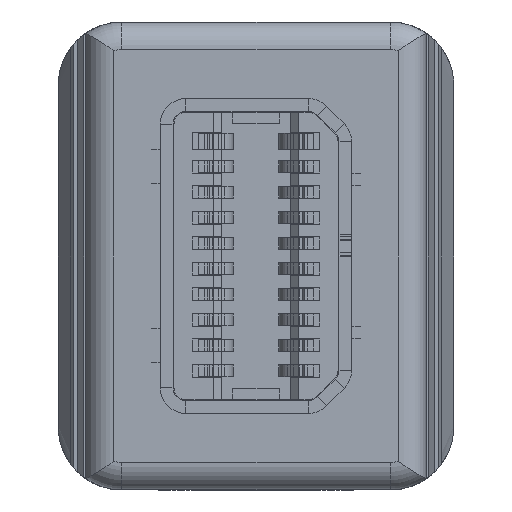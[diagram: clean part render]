
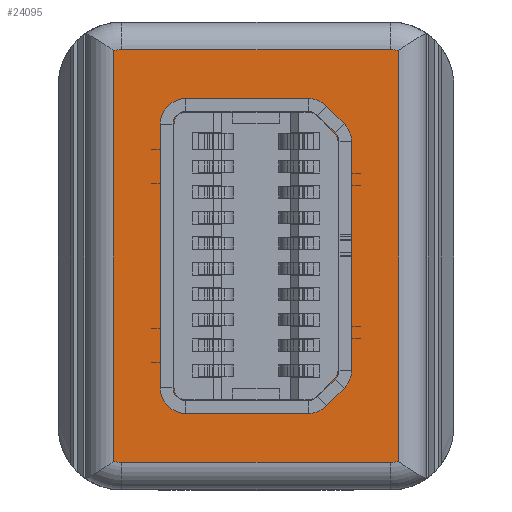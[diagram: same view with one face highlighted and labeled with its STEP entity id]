
A CAD part, left-side view. The second image highlights one B-rep face of the part: STEP entity #24095.
In plain terms, the highlighted face is planar.
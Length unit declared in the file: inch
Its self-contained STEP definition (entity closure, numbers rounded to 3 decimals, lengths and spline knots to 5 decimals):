
#332 = CIRCLE ( 'NONE', #31165, 0.03346 ) ;
#1145 = EDGE_CURVE ( 'NONE', #41603, #43831, #34977, .T. ) ;
#2121 = CARTESIAN_POINT ( 'NONE',  ( 0.3563, -0.12402, -0.15748 ) ) ;
#2155 = EDGE_CURVE ( 'NONE', #28280, #48352, #332, .T. ) ;
#2738 = DIRECTION ( 'NONE',  ( 0., 0., 1. ) ) ;
#3977 = DIRECTION ( 'NONE',  ( 1., 0., 0. ) ) ;
#4802 = DIRECTION ( 'NONE',  ( 0., 1., 0. ) ) ;
#5912 = CARTESIAN_POINT ( 'NONE',  ( 0.3563, 0.17126, 0.19094 ) ) ;
#6342 = LINE ( 'NONE', #5912, #56779 ) ;
#9739 = VECTOR ( 'NONE', #57327, 39.37008 ) ;
#9941 = VECTOR ( 'NONE', #62792, 39.37008 ) ;
#10434 = LINE ( 'NONE', #39126, #34829 ) ;
#12218 = AXIS2_PLACEMENT_3D ( 'NONE', #53305, #3977, #28045 ) ;
#12250 = EDGE_CURVE ( 'NONE', #45096, #35689, #6342, .T. ) ;
#18885 = DIRECTION ( 'NONE',  ( 1., 0., 0. ) ) ;
#19057 = EDGE_CURVE ( 'NONE', #48352, #41603, #10434, .T. ) ;
#20035 = CARTESIAN_POINT ( 'NONE',  ( 0.3563, 0.12402, -0.15748 ) ) ;
#22235 = CIRCLE ( 'NONE', #30380, 0.03346 ) ;
#22705 = LINE ( 'NONE', #58580, #9739 ) ;
#23892 = CARTESIAN_POINT ( 'NONE',  ( 0.3563, -0.13189, 0.19001 ) ) ;
#24095 = ADVANCED_FACE ( 'NONE', ( #57707 ), #43533, .F. ) ;
#24492 = DIRECTION ( 'NONE',  ( 1., 0., 0. ) ) ;
#28045 = DIRECTION ( 'NONE',  ( 0., 0., 1. ) ) ;
#28280 = VERTEX_POINT ( 'NONE', #35448 ) ;
#28526 = AXIS2_PLACEMENT_3D ( 'NONE', #52783, #62367, #58335 ) ;
#29532 = CARTESIAN_POINT ( 'NONE',  ( 0.3563, -0.12402, -0.19094 ) ) ;
#29586 = DIRECTION ( 'NONE',  ( 0., 0., 1. ) ) ;
#30336 = CARTESIAN_POINT ( 'NONE',  ( 0.3563, 0.13189, -0.19001 ) ) ;
#30380 = AXIS2_PLACEMENT_3D ( 'NONE', #48117, #18885, #53070 ) ;
#31165 = AXIS2_PLACEMENT_3D ( 'NONE', #2121, #51451, #2738 ) ;
#31345 = EDGE_CURVE ( 'NONE', #43831, #45588, #58112, .T. ) ;
#31813 = ORIENTED_EDGE ( 'NONE', *, *, #31345, .T. ) ;
#33185 = VERTEX_POINT ( 'NONE', #23892 ) ;
#34829 = VECTOR ( 'NONE', #4802, 39.37008 ) ;
#34977 = CIRCLE ( 'NONE', #38494, 0.03346 ) ;
#35448 = CARTESIAN_POINT ( 'NONE',  ( 0.3563, -0.13189, -0.19001 ) ) ;
#35689 = VERTEX_POINT ( 'NONE', #39510 ) ;
#36449 = CARTESIAN_POINT ( 'NONE',  ( 0.3563, 0.13189, 0.19001 ) ) ;
#37878 = EDGE_CURVE ( 'NONE', #45588, #45096, #56459, .T. ) ;
#38494 = AXIS2_PLACEMENT_3D ( 'NONE', #20035, #24492, #29586 ) ;
#39126 = CARTESIAN_POINT ( 'NONE',  ( 0.3563, 0.17126, -0.19094 ) ) ;
#39510 = CARTESIAN_POINT ( 'NONE',  ( 0.3563, -0.12402, 0.19094 ) ) ;
#40874 = CARTESIAN_POINT ( 'NONE',  ( 0.3563, 0.12402, 0.19094 ) ) ;
#41603 = VERTEX_POINT ( 'NONE', #56195 ) ;
#42831 = ORIENTED_EDGE ( 'NONE', *, *, #1145, .T. ) ;
#43533 = PLANE ( 'NONE',  #28526 ) ;
#43831 = VERTEX_POINT ( 'NONE', #30336 ) ;
#44197 = ORIENTED_EDGE ( 'NONE', *, *, #48527, .T. ) ;
#44690 = DIRECTION ( 'NONE',  ( 0., -1., 0. ) ) ;
#45063 = ORIENTED_EDGE ( 'NONE', *, *, #12250, .T. ) ;
#45096 = VERTEX_POINT ( 'NONE', #40874 ) ;
#45588 = VERTEX_POINT ( 'NONE', #36449 ) ;
#48046 = CARTESIAN_POINT ( 'NONE',  ( 0.3563, 0.13189, 0.21654 ) ) ;
#48117 = CARTESIAN_POINT ( 'NONE',  ( 0.3563, -0.12402, 0.15748 ) ) ;
#48352 = VERTEX_POINT ( 'NONE', #29532 ) ;
#48527 = EDGE_CURVE ( 'NONE', #33185, #28280, #22705, .T. ) ;
#50199 = ORIENTED_EDGE ( 'NONE', *, *, #60032, .T. ) ;
#50333 = ORIENTED_EDGE ( 'NONE', *, *, #19057, .T. ) ;
#51451 = DIRECTION ( 'NONE',  ( 1., 0., 0. ) ) ;
#52490 = ORIENTED_EDGE ( 'NONE', *, *, #2155, .T. ) ;
#52783 = CARTESIAN_POINT ( 'NONE',  ( 0.3563, 0.17126, 0.21654 ) ) ;
#53070 = DIRECTION ( 'NONE',  ( 0., 0., 1. ) ) ;
#53305 = CARTESIAN_POINT ( 'NONE',  ( 0.3563, 0.12402, 0.15748 ) ) ;
#56195 = CARTESIAN_POINT ( 'NONE',  ( 0.3563, 0.12402, -0.19094 ) ) ;
#56440 = ORIENTED_EDGE ( 'NONE', *, *, #37878, .T. ) ;
#56459 = CIRCLE ( 'NONE', #12218, 0.03346 ) ;
#56779 = VECTOR ( 'NONE', #44690, 39.37008 ) ;
#57327 = DIRECTION ( 'NONE',  ( 0., 0., -1. ) ) ;
#57707 = FACE_OUTER_BOUND ( 'NONE', #61304, .T. ) ;
#58112 = LINE ( 'NONE', #48046, #9941 ) ;
#58335 = DIRECTION ( 'NONE',  ( 0., 0., 1. ) ) ;
#58580 = CARTESIAN_POINT ( 'NONE',  ( 0.3563, -0.13189, 0.21654 ) ) ;
#60032 = EDGE_CURVE ( 'NONE', #35689, #33185, #22235, .T. ) ;
#61304 = EDGE_LOOP ( 'NONE', ( #50199, #44197, #52490, #50333, #42831, #31813, #56440, #45063 ) ) ;
#62367 = DIRECTION ( 'NONE',  ( -1., 0., 0. ) ) ;
#62792 = DIRECTION ( 'NONE',  ( 0., 0., 1. ) ) ;
